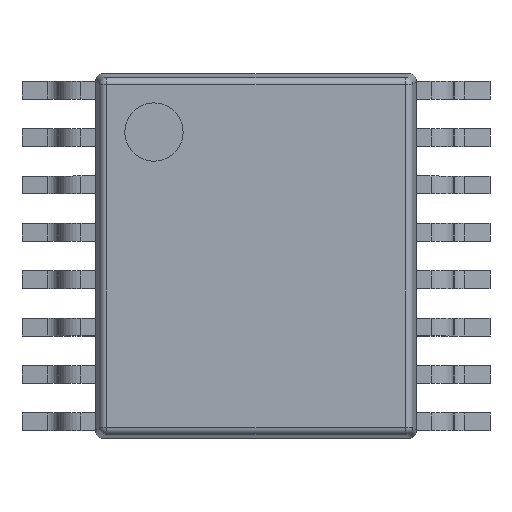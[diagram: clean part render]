
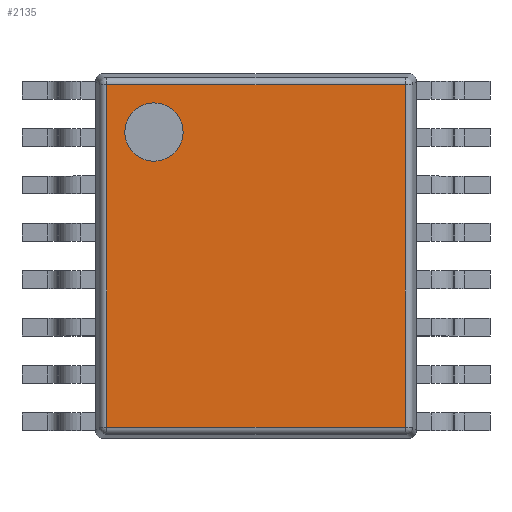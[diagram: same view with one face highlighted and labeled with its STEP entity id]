
A CAD part, top view. The second image highlights one B-rep face of the part: STEP entity #2135.
In plain terms, the highlighted face is planar.
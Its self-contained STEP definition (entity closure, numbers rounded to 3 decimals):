
#533=DIRECTION('',(-1.,0.,0.));
#534=VECTOR('',#533,4.7);
#535=CARTESIAN_POINT('',(2.35,0.375,-2.05));
#536=LINE('',#535,#534);
#547=CARTESIAN_POINT('',(1.7,0.375,-1.4));
#548=DIRECTION('',(0.,1.,0.));
#549=DIRECTION('',(1.,0.,0.));
#550=AXIS2_PLACEMENT_3D('',#547,#548,#549);
#555=CARTESIAN_POINT('',(1.7,0.375,-1.4));
#556=DIRECTION('',(0.,1.,0.));
#557=DIRECTION('',(-1.,0.,0.));
#558=AXIS2_PLACEMENT_3D('',#555,#556,#557);
#563=DIRECTION('',(1.,0.,0.));
#564=VECTOR('',#563,4.7);
#565=CARTESIAN_POINT('',(-2.35,0.375,2.05));
#566=LINE('',#565,#564);
#1477=DIRECTION('',(0.,0.,1.));
#1478=VECTOR('',#1477,4.1);
#1479=CARTESIAN_POINT('',(-2.35,0.375,-2.05));
#1480=LINE('',#1479,#1478);
#1491=DIRECTION('',(0.,0.,-1.));
#1492=VECTOR('',#1491,4.1);
#1493=CARTESIAN_POINT('',(2.35,0.375,2.05));
#1494=LINE('',#1493,#1492);
#1559=CARTESIAN_POINT('',(2.35,0.375,2.05));
#1560=CARTESIAN_POINT('',(2.35,0.375,-2.05));
#1561=VERTEX_POINT('',#1559);
#1562=VERTEX_POINT('',#1560);
#1567=CARTESIAN_POINT('',(-2.35,0.375,-2.05));
#1568=VERTEX_POINT('',#1567);
#1573=CARTESIAN_POINT('',(-2.35,0.375,2.05));
#1574=VERTEX_POINT('',#1573);
#1755=CARTESIAN_POINT('',(2.1,0.375,-1.4));
#1756=CARTESIAN_POINT('',(1.3,0.375,-1.4));
#1757=VERTEX_POINT('',#1755);
#1758=VERTEX_POINT('',#1756);
#2115=CARTESIAN_POINT('',(0.,0.375,0.));
#2116=DIRECTION('',(0.,1.,0.));
#2117=DIRECTION('',(1.,0.,0.));
#2118=AXIS2_PLACEMENT_3D('',#2115,#2116,#2117);
#2119=PLANE('',#2118);
#2121=ORIENTED_EDGE('',*,*,#2120,.F.);
#2123=ORIENTED_EDGE('',*,*,#2122,.F.);
#2124=ORIENTED_EDGE('',*,*,#2106,.F.);
#2126=ORIENTED_EDGE('',*,*,#2125,.F.);
#2127=EDGE_LOOP('',(#2121,#2123,#2124,#2126));
#2128=FACE_OUTER_BOUND('',#2127,.F.);
#2130=ORIENTED_EDGE('',*,*,#2129,.T.);
#2132=ORIENTED_EDGE('',*,*,#2131,.T.);
#2133=EDGE_LOOP('',(#2130,#2132));
#2134=FACE_BOUND('',#2133,.F.);
#551=CIRCLE('',#550,0.4);
#559=CIRCLE('',#558,0.4);
#2106=EDGE_CURVE('',#1562,#1568,#536,.T.);
#2120=EDGE_CURVE('',#1574,#1561,#566,.T.);
#2122=EDGE_CURVE('',#1568,#1574,#1480,.T.);
#2125=EDGE_CURVE('',#1561,#1562,#1494,.T.);
#2129=EDGE_CURVE('',#1757,#1758,#551,.T.);
#2131=EDGE_CURVE('',#1758,#1757,#559,.T.);
#2135=ADVANCED_FACE('',(#2128,#2134),#2119,.T.);
